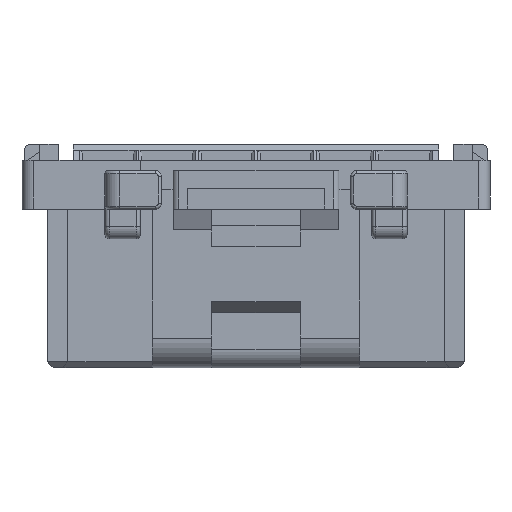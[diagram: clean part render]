
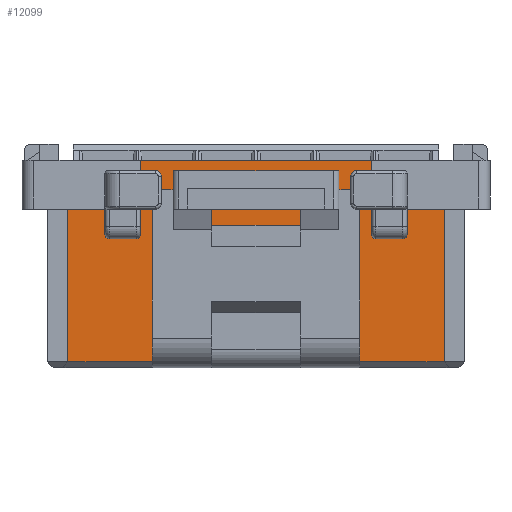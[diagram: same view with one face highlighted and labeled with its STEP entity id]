
A CAD part, top view. The second image highlights one B-rep face of the part: STEP entity #12099.
In plain terms, the highlighted planar face has unit normal (0, 0, 1).
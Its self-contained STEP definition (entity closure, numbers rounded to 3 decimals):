
#3516=CARTESIAN_POINT('',(-6.072,5.116,3.06));
#3517=VERTEX_POINT('',#3516);
#3534=CARTESIAN_POINT('',(-6.072,0.191,3.06));
#3535=VERTEX_POINT('',#3534);
#3542=CARTESIAN_POINT('',(-6.072,0.191,3.06));
#3543=DIRECTION('',(0.,1.,0.));
#3544=VECTOR('',#3543,4.925);
#3545=LINE('',#3542,#3544);
#3546=EDGE_CURVE('',#3535,#3517,#3545,.T.);
#4139=CARTESIAN_POINT('',(4.877,5.116,3.06));
#4140=VERTEX_POINT('',#4139);
#4147=CARTESIAN_POINT('',(6.072,5.116,3.06));
#4148=VERTEX_POINT('',#4147);
#4149=CARTESIAN_POINT('',(4.877,5.116,3.06));
#4150=DIRECTION('',(1.,0.,0.));
#4151=VECTOR('',#4150,1.195);
#4152=LINE('',#4149,#4151);
#4153=EDGE_CURVE('',#4140,#4148,#4152,.T.);
#4266=CARTESIAN_POINT('',(-4.877,5.116,3.06));
#4267=VERTEX_POINT('',#4266);
#4268=CARTESIAN_POINT('',(-6.072,5.116,3.06));
#4269=DIRECTION('',(1.,0.,0.));
#4270=VECTOR('',#4269,1.195);
#4271=LINE('',#4268,#4270);
#4272=EDGE_CURVE('',#3517,#4267,#4271,.T.);
#5639=CARTESIAN_POINT('',(-3.347,0.861,3.06));
#5640=VERTEX_POINT('',#5639);
#5657=CARTESIAN_POINT('',(3.347,0.861,3.06));
#5658=VERTEX_POINT('',#5657);
#5665=CARTESIAN_POINT('',(3.347,0.861,3.06));
#5666=DIRECTION('',(-1.,0.,0.));
#5667=VECTOR('',#5666,6.694);
#5668=LINE('',#5665,#5667);
#5669=EDGE_CURVE('',#5658,#5640,#5668,.T.);
#8416=CARTESIAN_POINT('',(6.072,0.191,3.06));
#8417=VERTEX_POINT('',#8416);
#8418=CARTESIAN_POINT('',(6.072,5.116,3.06));
#8419=DIRECTION('',(0.,-1.,0.));
#8420=VECTOR('',#8419,4.925);
#8421=LINE('',#8418,#8420);
#8422=EDGE_CURVE('',#4148,#8417,#8421,.T.);
#11022=CARTESIAN_POINT('',(3.347,0.191,3.06));
#11023=VERTEX_POINT('',#11022);
#11024=CARTESIAN_POINT('',(3.347,0.191,3.06));
#11025=DIRECTION('',(0.,1.,0.));
#11026=VECTOR('',#11025,0.669);
#11027=LINE('',#11024,#11026);
#11028=EDGE_CURVE('',#11023,#5658,#11027,.T.);
#11124=CARTESIAN_POINT('',(-3.347,0.191,3.06));
#11125=VERTEX_POINT('',#11124);
#11126=CARTESIAN_POINT('',(-3.347,0.861,3.06));
#11127=DIRECTION('',(0.,-1.,0.));
#11128=VECTOR('',#11127,0.669);
#11129=LINE('',#11126,#11128);
#11130=EDGE_CURVE('',#5640,#11125,#11129,.T.);
#11983=CARTESIAN_POINT('',(0.,3.443,3.06));
#11984=DIRECTION('',(-1.,0.,0.));
#11985=DIRECTION('',(0.,0.,1.));
#11986=AXIS2_PLACEMENT_3D('',#11983,#11985,#11984);
#11987=PLANE('',#11986);
#11988=CARTESIAN_POINT('',(4.734,4.16,3.06));
#11989=VERTEX_POINT('',#11988);
#11990=CARTESIAN_POINT('',(3.873,4.16,3.06));
#11991=VERTEX_POINT('',#11990);
#11992=CARTESIAN_POINT('',(4.734,4.16,3.06));
#11993=DIRECTION('',(-1.,0.,0.));
#11994=VECTOR('',#11993,0.861);
#11995=LINE('',#11992,#11994);
#11996=EDGE_CURVE('',#11989,#11991,#11995,.T.);
#11997=ORIENTED_EDGE('',*,*,#11996,.T.);
#11998=CARTESIAN_POINT('',(3.729,4.303,3.06));
#11999=VERTEX_POINT('',#11998);
#12000=CARTESIAN_POINT('',(3.873,4.303,3.06));
#12001=DIRECTION('',(0.,-1.,0.));
#12002=DIRECTION('',(0.,0.,-1.));
#12003=AXIS2_PLACEMENT_3D('',#12000,#12002,#12001);
#12004=CIRCLE('',#12003,0.143);
#12005=EDGE_CURVE('',#11991,#11999,#12004,.T.);
#12006=ORIENTED_EDGE('',*,*,#12005,.T.);
#12007=CARTESIAN_POINT('',(3.729,6.694,3.06));
#12008=VERTEX_POINT('',#12007);
#12009=CARTESIAN_POINT('',(3.729,4.303,3.06));
#12010=DIRECTION('',(0.,1.,0.));
#12011=VECTOR('',#12010,2.391);
#12012=LINE('',#12009,#12011);
#12013=EDGE_CURVE('',#11999,#12008,#12012,.T.);
#12014=ORIENTED_EDGE('',*,*,#12013,.T.);
#12015=CARTESIAN_POINT('',(-3.729,6.694,3.06));
#12016=VERTEX_POINT('',#12015);
#12017=CARTESIAN_POINT('',(3.729,6.694,3.06));
#12018=DIRECTION('',(-1.,0.,0.));
#12019=VECTOR('',#12018,7.459);
#12020=LINE('',#12017,#12019);
#12021=EDGE_CURVE('',#12008,#12016,#12020,.T.);
#12022=ORIENTED_EDGE('',*,*,#12021,.T.);
#12023=CARTESIAN_POINT('',(-3.729,4.303,3.06));
#12024=VERTEX_POINT('',#12023);
#12025=CARTESIAN_POINT('',(-3.729,6.694,3.06));
#12026=DIRECTION('',(0.,-1.,0.));
#12027=VECTOR('',#12026,2.391);
#12028=LINE('',#12025,#12027);
#12029=EDGE_CURVE('',#12016,#12024,#12028,.T.);
#12030=ORIENTED_EDGE('',*,*,#12029,.T.);
#12031=CARTESIAN_POINT('',(-3.873,4.16,3.06));
#12032=VERTEX_POINT('',#12031);
#12033=CARTESIAN_POINT('',(-3.873,4.303,3.06));
#12034=DIRECTION('',(1.,0.,0.));
#12035=DIRECTION('',(0.,0.,-1.));
#12036=AXIS2_PLACEMENT_3D('',#12033,#12035,#12034);
#12037=CIRCLE('',#12036,0.143);
#12038=EDGE_CURVE('',#12024,#12032,#12037,.T.);
#12039=ORIENTED_EDGE('',*,*,#12038,.T.);
#12040=CARTESIAN_POINT('',(-4.734,4.16,3.06));
#12041=VERTEX_POINT('',#12040);
#12042=CARTESIAN_POINT('',(-3.873,4.16,3.06));
#12043=DIRECTION('',(-1.,0.,0.));
#12044=VECTOR('',#12043,0.861);
#12045=LINE('',#12042,#12044);
#12046=EDGE_CURVE('',#12032,#12041,#12045,.T.);
#12047=ORIENTED_EDGE('',*,*,#12046,.T.);
#12048=CARTESIAN_POINT('',(-4.877,4.303,3.06));
#12049=VERTEX_POINT('',#12048);
#12050=CARTESIAN_POINT('',(-4.734,4.303,3.06));
#12051=DIRECTION('',(0.,-1.,0.));
#12052=DIRECTION('',(0.,0.,-1.));
#12053=AXIS2_PLACEMENT_3D('',#12050,#12052,#12051);
#12054=CIRCLE('',#12053,0.143);
#12055=EDGE_CURVE('',#12041,#12049,#12054,.T.);
#12056=ORIENTED_EDGE('',*,*,#12055,.T.);
#12057=CARTESIAN_POINT('',(-4.877,4.303,3.06));
#12058=DIRECTION('',(0.,1.,0.));
#12059=VECTOR('',#12058,0.813);
#12060=LINE('',#12057,#12059);
#12061=EDGE_CURVE('',#12049,#4267,#12060,.T.);
#12062=ORIENTED_EDGE('',*,*,#12061,.T.);
#12063=ORIENTED_EDGE('',*,*,#4272,.F.);
#12064=ORIENTED_EDGE('',*,*,#3546,.F.);
#12065=CARTESIAN_POINT('',(-6.072,0.191,3.06));
#12066=DIRECTION('',(1.,0.,0.));
#12067=VECTOR('',#12066,2.725);
#12068=LINE('',#12065,#12067);
#12069=EDGE_CURVE('',#3535,#11125,#12068,.T.);
#12070=ORIENTED_EDGE('',*,*,#12069,.T.);
#12071=ORIENTED_EDGE('',*,*,#11130,.F.);
#12072=ORIENTED_EDGE('',*,*,#5669,.F.);
#12073=ORIENTED_EDGE('',*,*,#11028,.F.);
#12074=CARTESIAN_POINT('',(3.347,0.191,3.06));
#12075=DIRECTION('',(1.,0.,0.));
#12076=VECTOR('',#12075,2.725);
#12077=LINE('',#12074,#12076);
#12078=EDGE_CURVE('',#11023,#8417,#12077,.T.);
#12079=ORIENTED_EDGE('',*,*,#12078,.T.);
#12080=ORIENTED_EDGE('',*,*,#8422,.F.);
#12081=ORIENTED_EDGE('',*,*,#4153,.F.);
#12082=CARTESIAN_POINT('',(4.877,4.303,3.06));
#12083=VERTEX_POINT('',#12082);
#12084=CARTESIAN_POINT('',(4.877,5.116,3.06));
#12085=DIRECTION('',(0.,-1.,0.));
#12086=VECTOR('',#12085,0.813);
#12087=LINE('',#12084,#12086);
#12088=EDGE_CURVE('',#4140,#12083,#12087,.T.);
#12089=ORIENTED_EDGE('',*,*,#12088,.T.);
#12090=CARTESIAN_POINT('',(4.734,4.303,3.06));
#12091=DIRECTION('',(1.,0.,0.));
#12092=DIRECTION('',(0.,0.,-1.));
#12093=AXIS2_PLACEMENT_3D('',#12090,#12092,#12091);
#12094=CIRCLE('',#12093,0.143);
#12095=EDGE_CURVE('',#12083,#11989,#12094,.T.);
#12096=ORIENTED_EDGE('',*,*,#12095,.T.);
#12097=EDGE_LOOP('',(#11997,#12006,#12014,#12022,#12030,#12039,#12047,#12056,#12062,#12063,#12064,#12070,#12071,#12072,#12073,#12079,#12080,#12081,#12089,#12096));
#12098=FACE_OUTER_BOUND('',#12097,.T.);
#12099=ADVANCED_FACE('',(#12098),#11987,.T.);
